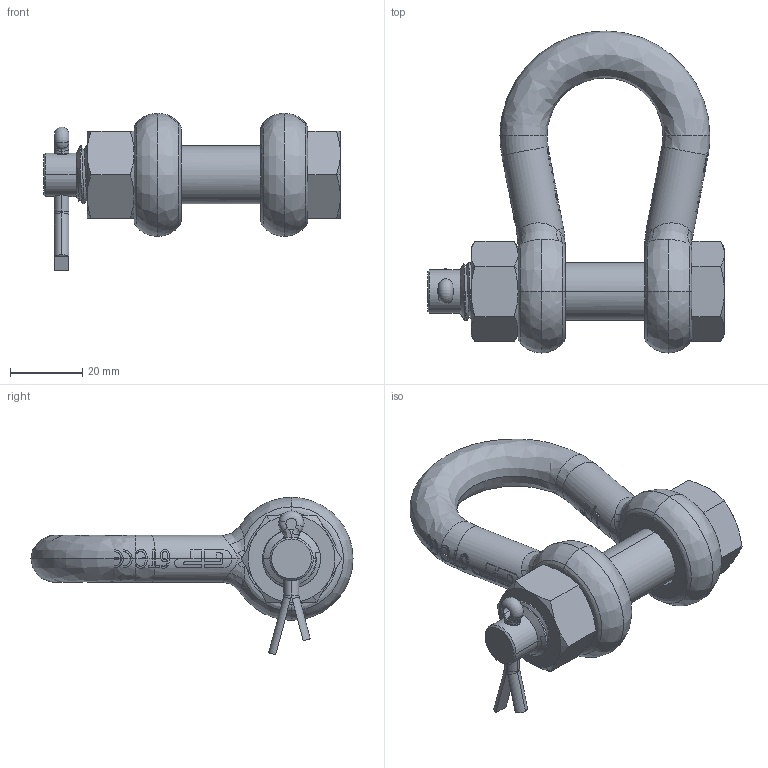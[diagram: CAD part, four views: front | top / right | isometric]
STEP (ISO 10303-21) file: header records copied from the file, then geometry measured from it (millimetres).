
FILE_DESCRIPTION(('STEP AP214'),'1');
FILE_NAME('gpghmb13.stp','2017-03-31T06:03:27',('TraceParts'),('TraceParts S.A.'),'Spatial InterOp 3D',' ',' ');
FILE_SCHEMA(('automotive_design'));
Length unit declared in the file: millimetre
Products named in the file (4): gpghmb13_1; gpghmb13_2; gpghmb13_3; gpghmb13_4
Bounding box: 82 x 89 x 43.49 mm (x, y, z)
Volume: 53960.4 mm3; surface area: 20166.8 mm2
Topology: 4 solids, 4 shells, 647 faces, 1804 edges, 1162 vertices
Faces by surface type: bspline 247, plane 225, cylinder 142, cone 28, torus 5
Entity records: 33179 total; most frequent: CARTESIAN_POINT 19197, ORIENTED_EDGE 3584, DIRECTION 1917, EDGE_CURVE 1792, VERTEX_POINT 1162, LINE 739, VECTOR 739, EDGE_LOOP 664
